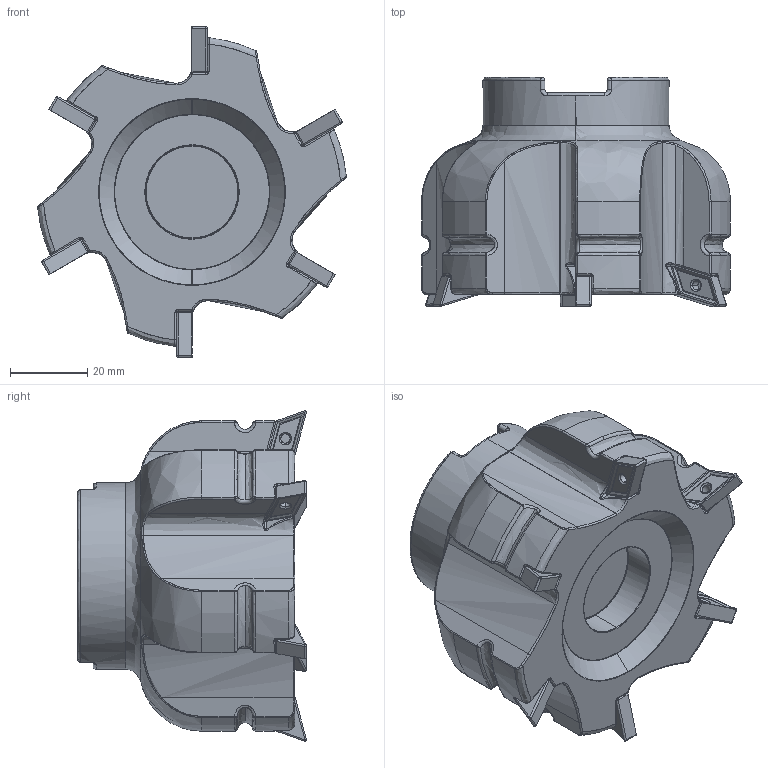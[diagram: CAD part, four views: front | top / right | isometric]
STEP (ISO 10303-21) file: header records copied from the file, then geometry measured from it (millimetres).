
FILE_DESCRIPTION(('FreeCAD Model'),'2;1');
FILE_NAME('Open CASCADE Shape Model','2025-04-17T12:45:47',('FreeCAD'),( 'FreeCAD'),'Open CASCADE STEP processor 7.6','FreeCAD','Unknown');
FILE_SCHEMA(('AUTOMOTIVE_DESIGN { 1 0 10303 214 1 1 1 1 }'));
Products named in the file (1): Open CASCADE STEP translator 7.6 1
Bounding box: 79.76 x 59.15 x 85.44 mm (x, y, z)
Surface area: 24095.8 mm2 (no closed solid volume)
Topology: 0 solids, 659 shells, 659 faces, 5292 edges, 5169 vertices
Faces by surface type: bspline 659
Entity records: 62393 total; most frequent: CARTESIAN_POINT 39535, VERTEX_POINT 5172, ORIENTED_EDGE 5169, EDGE_CURVE 5169, B_SPLINE_CURVE_WITH_KNOTS 3894, FACE_BOUND 679, EDGE_LOOP 679, SHELL_BASED_SURFACE_MODEL 659
